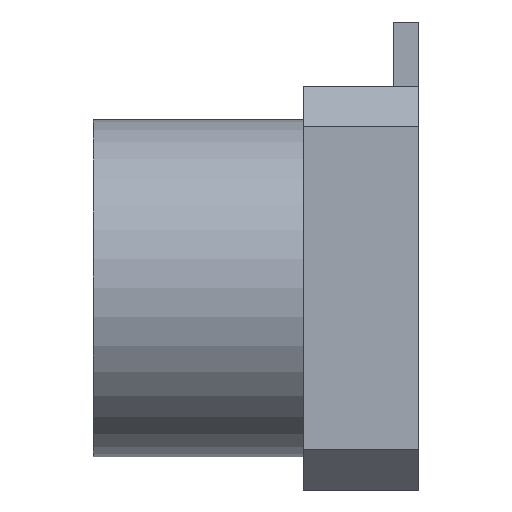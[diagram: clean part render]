
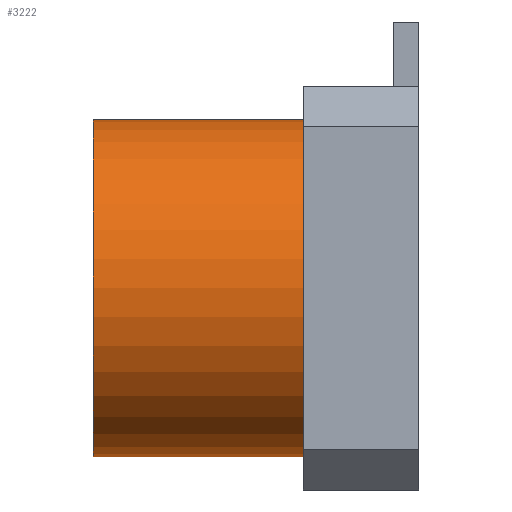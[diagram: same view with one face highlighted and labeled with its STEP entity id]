
A CAD part, left-side view. The second image highlights one B-rep face of the part: STEP entity #3222.
In plain terms, the highlighted cylindrical face has radius 2.1 mm (diameter 4.2 mm), a partial arc.
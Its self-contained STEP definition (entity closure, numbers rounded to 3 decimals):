
#2415 = PLANE('',#2416);
#2416 = AXIS2_PLACEMENT_3D('',#2417,#2418,#2419);
#2417 = CARTESIAN_POINT('',(0.,4.06,0.));
#2418 = DIRECTION('',(0.,1.,0.));
#2419 = DIRECTION('',(1.,0.,0.));
#3222 = ADVANCED_FACE('',(#3223),#3237,.T.);
#3223 = FACE_BOUND('',#3224,.T.);
#3224 = EDGE_LOOP('',(#3225,#3260,#3288,#3311));
#3225 = ORIENTED_EDGE('',*,*,#3226,.F.);
#3226 = EDGE_CURVE('',#3227,#3229,#3231,.T.);
#3227 = VERTEX_POINT('',#3228);
#3228 = CARTESIAN_POINT('',(0.,4.06,2.1));
#3229 = VERTEX_POINT('',#3230);
#3230 = CARTESIAN_POINT('',(0.,1.44,2.1));
#3231 = SURFACE_CURVE('',#3232,(#3236,#3248),.PCURVE_S1.);
#3232 = LINE('',#3233,#3234);
#3233 = CARTESIAN_POINT('',(0.,10.,2.1));
#3234 = VECTOR('',#3235,1.);
#3235 = DIRECTION('',(0.,-1.,0.));
#3236 = PCURVE('',#3237,#3242);
#3237 = CYLINDRICAL_SURFACE('',#3238,2.1);
#3238 = AXIS2_PLACEMENT_3D('',#3239,#3240,#3241);
#3239 = CARTESIAN_POINT('',(0.,10.,0.));
#3240 = DIRECTION('',(0.,-1.,0.));
#3241 = DIRECTION('',(0.,0.,-1.));
#3242 = DEFINITIONAL_REPRESENTATION('',(#3243),#3247);
#3243 = LINE('',#3244,#3245);
#3244 = CARTESIAN_POINT('',(3.142,0.));
#3245 = VECTOR('',#3246,1.);
#3246 = DIRECTION('',(0.,1.));
#3247 = ( GEOMETRIC_REPRESENTATION_CONTEXT(2) 
PARAMETRIC_REPRESENTATION_CONTEXT() REPRESENTATION_CONTEXT('2D SPACE',''
  ) );
#3248 = PCURVE('',#3249,#3254);
#3249 = CYLINDRICAL_SURFACE('',#3250,2.1);
#3250 = AXIS2_PLACEMENT_3D('',#3251,#3252,#3253);
#3251 = CARTESIAN_POINT('',(0.,10.,0.));
#3252 = DIRECTION('',(0.,-1.,0.));
#3253 = DIRECTION('',(0.,0.,-1.));
#3254 = DEFINITIONAL_REPRESENTATION('',(#3255),#3259);
#3255 = LINE('',#3256,#3257);
#3256 = CARTESIAN_POINT('',(3.142,0.));
#3257 = VECTOR('',#3258,1.);
#3258 = DIRECTION('',(0.,1.));
#3259 = ( GEOMETRIC_REPRESENTATION_CONTEXT(2) 
PARAMETRIC_REPRESENTATION_CONTEXT() REPRESENTATION_CONTEXT('2D SPACE',''
  ) );
#3260 = ORIENTED_EDGE('',*,*,#3261,.T.);
#3261 = EDGE_CURVE('',#3227,#3262,#3264,.T.);
#3262 = VERTEX_POINT('',#3263);
#3263 = CARTESIAN_POINT('',(0.,4.06,-2.1));
#3264 = SURFACE_CURVE('',#3265,(#3270,#3277),.PCURVE_S1.);
#3265 = CIRCLE('',#3266,2.1);
#3266 = AXIS2_PLACEMENT_3D('',#3267,#3268,#3269);
#3267 = CARTESIAN_POINT('',(0.,4.06,0.));
#3268 = DIRECTION('',(0.,-1.,0.));
#3269 = DIRECTION('',(0.,0.,1.));
#3270 = PCURVE('',#3237,#3271);
#3271 = DEFINITIONAL_REPRESENTATION('',(#3272),#3276);
#3272 = LINE('',#3273,#3274);
#3273 = CARTESIAN_POINT('',(3.142,5.94));
#3274 = VECTOR('',#3275,1.);
#3275 = DIRECTION('',(1.,0.));
#3276 = ( GEOMETRIC_REPRESENTATION_CONTEXT(2) 
PARAMETRIC_REPRESENTATION_CONTEXT() REPRESENTATION_CONTEXT('2D SPACE',''
  ) );
#3277 = PCURVE('',#2415,#3278);
#3278 = DEFINITIONAL_REPRESENTATION('',(#3279),#3287);
#3279 = ( BOUNDED_CURVE() B_SPLINE_CURVE(2,(#3280,#3281,#3282,#3283,
#3284,#3285,#3286),.UNSPECIFIED.,.T.,.F.) B_SPLINE_CURVE_WITH_KNOTS((1,2
    ,2,2,2,1),(-2.094,0.,2.094,4.189,
6.283,8.378),.UNSPECIFIED.) CURVE() 
GEOMETRIC_REPRESENTATION_ITEM() RATIONAL_B_SPLINE_CURVE((1.,0.5,1.,0.5,
1.,0.5,1.)) REPRESENTATION_ITEM('') );
#3280 = CARTESIAN_POINT('',(0.,-2.1));
#3281 = CARTESIAN_POINT('',(-3.637,-2.1));
#3282 = CARTESIAN_POINT('',(-1.819,1.05));
#3283 = CARTESIAN_POINT('',(0.,4.2));
#3284 = CARTESIAN_POINT('',(1.819,1.05));
#3285 = CARTESIAN_POINT('',(3.637,-2.1));
#3286 = CARTESIAN_POINT('',(0.,-2.1));
#3287 = ( GEOMETRIC_REPRESENTATION_CONTEXT(2) 
PARAMETRIC_REPRESENTATION_CONTEXT() REPRESENTATION_CONTEXT('2D SPACE',''
  ) );
#3288 = ORIENTED_EDGE('',*,*,#3289,.T.);
#3289 = EDGE_CURVE('',#3262,#3290,#3292,.T.);
#3290 = VERTEX_POINT('',#3291);
#3291 = CARTESIAN_POINT('',(0.,1.44,-2.1));
#3292 = SURFACE_CURVE('',#3293,(#3297,#3304),.PCURVE_S1.);
#3293 = LINE('',#3294,#3295);
#3294 = CARTESIAN_POINT('',(0.,10.,-2.1));
#3295 = VECTOR('',#3296,1.);
#3296 = DIRECTION('',(0.,-1.,0.));
#3297 = PCURVE('',#3237,#3298);
#3298 = DEFINITIONAL_REPRESENTATION('',(#3299),#3303);
#3299 = LINE('',#3300,#3301);
#3300 = CARTESIAN_POINT('',(6.283,0.));
#3301 = VECTOR('',#3302,1.);
#3302 = DIRECTION('',(0.,1.));
#3303 = ( GEOMETRIC_REPRESENTATION_CONTEXT(2) 
PARAMETRIC_REPRESENTATION_CONTEXT() REPRESENTATION_CONTEXT('2D SPACE',''
  ) );
#3304 = PCURVE('',#3249,#3305);
#3305 = DEFINITIONAL_REPRESENTATION('',(#3306),#3310);
#3306 = LINE('',#3307,#3308);
#3307 = CARTESIAN_POINT('',(0.,0.));
#3308 = VECTOR('',#3309,1.);
#3309 = DIRECTION('',(0.,1.));
#3310 = ( GEOMETRIC_REPRESENTATION_CONTEXT(2) 
PARAMETRIC_REPRESENTATION_CONTEXT() REPRESENTATION_CONTEXT('2D SPACE',''
  ) );
#3311 = ORIENTED_EDGE('',*,*,#3312,.T.);
#3312 = EDGE_CURVE('',#3290,#3229,#3313,.T.);
#3313 = SURFACE_CURVE('',#3314,(#3319,#3326),.PCURVE_S1.);
#3314 = CIRCLE('',#3315,2.1);
#3315 = AXIS2_PLACEMENT_3D('',#3316,#3317,#3318);
#3316 = CARTESIAN_POINT('',(0.,1.44,0.));
#3317 = DIRECTION('',(0.,1.,0.));
#3318 = DIRECTION('',(0.,0.,1.));
#3319 = PCURVE('',#3237,#3320);
#3320 = DEFINITIONAL_REPRESENTATION('',(#3321),#3325);
#3321 = LINE('',#3322,#3323);
#3322 = CARTESIAN_POINT('',(9.425,8.56));
#3323 = VECTOR('',#3324,1.);
#3324 = DIRECTION('',(-1.,0.));
#3325 = ( GEOMETRIC_REPRESENTATION_CONTEXT(2) 
PARAMETRIC_REPRESENTATION_CONTEXT() REPRESENTATION_CONTEXT('2D SPACE',''
  ) );
#3326 = PCURVE('',#3327,#3332);
#3327 = PLANE('',#3328);
#3328 = AXIS2_PLACEMENT_3D('',#3329,#3330,#3331);
#3329 = CARTESIAN_POINT('',(0.,1.44,0.));
#3330 = DIRECTION('',(0.,1.,0.));
#3331 = DIRECTION('',(1.,0.,0.));
#3332 = DEFINITIONAL_REPRESENTATION('',(#3333),#3337);
#3333 = CIRCLE('',#3334,2.1);
#3334 = AXIS2_PLACEMENT_2D('',#3335,#3336);
#3335 = CARTESIAN_POINT('',(0.,0.));
#3336 = DIRECTION('',(0.,-1.));
#3337 = ( GEOMETRIC_REPRESENTATION_CONTEXT(2) 
PARAMETRIC_REPRESENTATION_CONTEXT() REPRESENTATION_CONTEXT('2D SPACE',''
  ) );
